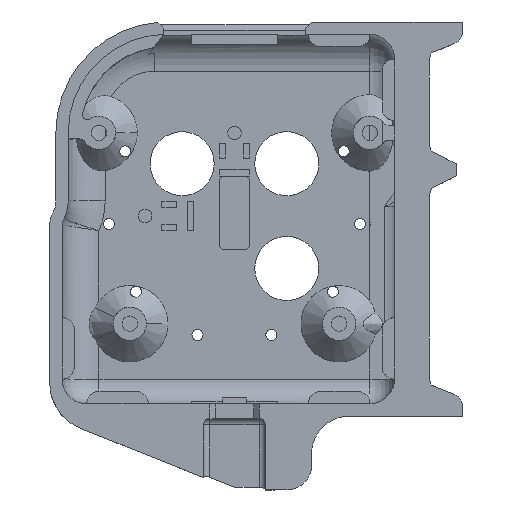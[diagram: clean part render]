
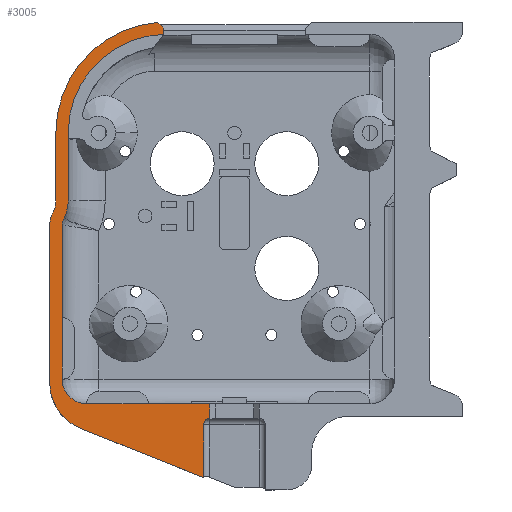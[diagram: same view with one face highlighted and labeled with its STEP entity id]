
A CAD part, top view. The second image highlights one B-rep face of the part: STEP entity #3005.
In plain terms, the highlighted planar face has unit normal (0, 0, 1).
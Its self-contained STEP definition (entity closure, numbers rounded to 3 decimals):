
#2624=CARTESIAN_POINT('',(-1.,43.,0.));
#2625=VERTEX_POINT('',#2624);
#2632=CARTESIAN_POINT('',(-1.,32.944,0.));
#2633=VERTEX_POINT('',#2632);
#2634=CARTESIAN_POINT('',(-1.,32.944,0.));
#2635=DIRECTION('',(0.,1.,0.));
#2636=VECTOR('',#2635,10.056);
#2637=LINE('',#2634,#2636);
#2638=EDGE_CURVE('',#2633,#2625,#2637,.T.);
#2765=CARTESIAN_POINT('',(22.,-2.4,0.));
#2766=VERTEX_POINT('',#2765);
#2773=CARTESIAN_POINT('',(21.,-3.4,0.));
#2774=VERTEX_POINT('',#2773);
#2775=CARTESIAN_POINT('',(22.,-3.4,0.));
#2776=DIRECTION('',(0.,0.,1.));
#2777=DIRECTION('',(1.,0.,-0.));
#2778=AXIS2_PLACEMENT_3D('',#2775,#2776,#2777);
#2779=CIRCLE('',#2778,1.);
#2780=EDGE_CURVE('',#2766,#2774,#2779,.T.);
#2808=CARTESIAN_POINT('',(0.,0.,0.));
#2809=DIRECTION('',(0.,0.,-1.));
#2810=DIRECTION('',(1.,0.,0.));
#2811=AXIS2_PLACEMENT_3D('',#2808,#2809,#2810);
#2812=PLANE('',#2811);
#2813=CARTESIAN_POINT('',(-1.,44.,0.));
#2814=VERTEX_POINT('',#2813);
#2815=CARTESIAN_POINT('',(-1.,44.,0.));
#2816=DIRECTION('',(0.,-1.,0.));
#2817=VECTOR('',#2816,1.);
#2818=LINE('',#2815,#2817);
#2819=EDGE_CURVE('',#2814,#2625,#2818,.T.);
#2820=ORIENTED_EDGE('',*,*,#2819,.F.);
#2821=CARTESIAN_POINT('',(14.494,59.992,-0.));
#2822=VERTEX_POINT('',#2821);
#2823=CARTESIAN_POINT('',(15.,44.,0.));
#2824=DIRECTION('',(0.,0.,1.));
#2825=DIRECTION('',(1.,0.,-0.));
#2826=AXIS2_PLACEMENT_3D('',#2823,#2824,#2825);
#2827=CIRCLE('',#2826,16.);
#2828=EDGE_CURVE('',#2822,#2814,#2827,.T.);
#2829=ORIENTED_EDGE('',*,*,#2828,.F.);
#2830=CARTESIAN_POINT('',(14.5,60.,-0.));
#2831=VERTEX_POINT('',#2830);
#2832=CARTESIAN_POINT('',(14.494,59.992,0.));
#2833=DIRECTION('',(0.6,0.8,0.));
#2834=VECTOR('',#2833,0.01);
#2835=LINE('',#2832,#2834);
#2836=EDGE_CURVE('',#2822,#2831,#2835,.T.);
#2837=ORIENTED_EDGE('',*,*,#2836,.T.);
#2838=CARTESIAN_POINT('',(14.5,61.,-0.));
#2839=VERTEX_POINT('',#2838);
#2840=CARTESIAN_POINT('',(14.5,60.,0.));
#2841=DIRECTION('',(0.,1.,0.));
#2842=VECTOR('',#2841,1.);
#2843=LINE('',#2840,#2842);
#2844=EDGE_CURVE('',#2831,#2839,#2843,.T.);
#2845=ORIENTED_EDGE('',*,*,#2844,.T.);
#2846=CARTESIAN_POINT('',(13.558,61.942,-0.));
#2847=VERTEX_POINT('',#2846);
#2848=CARTESIAN_POINT('',(13.558,61.942,0.));
#2849=DIRECTION('',(0.707,-0.707,0.));
#2850=VECTOR('',#2849,1.332);
#2851=LINE('',#2848,#2850);
#2852=EDGE_CURVE('',#2847,#2839,#2851,.T.);
#2853=ORIENTED_EDGE('',*,*,#2852,.F.);
#2854=CARTESIAN_POINT('',(-3.,44.,0.));
#2855=VERTEX_POINT('',#2854);
#2856=CARTESIAN_POINT('',(15.,44.,0.));
#2857=DIRECTION('',(0.,0.,1.));
#2858=DIRECTION('',(1.,0.,-0.));
#2859=AXIS2_PLACEMENT_3D('',#2856,#2857,#2858);
#2860=CIRCLE('',#2859,18.);
#2861=EDGE_CURVE('',#2847,#2855,#2860,.T.);
#2862=ORIENTED_EDGE('',*,*,#2861,.T.);
#2863=CARTESIAN_POINT('',(-3.,32.944,0.));
#2864=VERTEX_POINT('',#2863);
#2865=CARTESIAN_POINT('',(-3.,32.944,0.));
#2866=DIRECTION('',(0.,1.,0.));
#2867=VECTOR('',#2866,11.056);
#2868=LINE('',#2865,#2867);
#2869=EDGE_CURVE('',#2864,#2855,#2868,.T.);
#2870=ORIENTED_EDGE('',*,*,#2869,.F.);
#2871=CARTESIAN_POINT('',(-3.422,31.155,0.));
#2872=VERTEX_POINT('',#2871);
#2873=CARTESIAN_POINT('',(-7.,32.944,0.));
#2874=DIRECTION('',(0.,0.,1.));
#2875=DIRECTION('',(1.,0.,-0.));
#2876=AXIS2_PLACEMENT_3D('',#2873,#2874,#2875);
#2877=CIRCLE('',#2876,4.);
#2878=EDGE_CURVE('',#2872,#2864,#2877,.T.);
#2879=ORIENTED_EDGE('',*,*,#2878,.F.);
#2880=CARTESIAN_POINT('',(-3.578,30.845,0.));
#2881=VERTEX_POINT('',#2880);
#2882=CARTESIAN_POINT('',(-3.422,31.155,0.));
#2883=DIRECTION('',(-0.447,-0.894,0.));
#2884=VECTOR('',#2883,0.348);
#2885=LINE('',#2882,#2884);
#2886=EDGE_CURVE('',#2872,#2881,#2885,.T.);
#2887=ORIENTED_EDGE('',*,*,#2886,.T.);
#2888=CARTESIAN_POINT('',(-4.,29.056,0.));
#2889=VERTEX_POINT('',#2888);
#2890=CARTESIAN_POINT('',(0.,29.056,0.));
#2891=DIRECTION('',(-0.,-0.,-1.));
#2892=DIRECTION('',(1.,0.,-0.));
#2893=AXIS2_PLACEMENT_3D('',#2890,#2891,#2892);
#2894=CIRCLE('',#2893,4.);
#2895=EDGE_CURVE('',#2889,#2881,#2894,.T.);
#2896=ORIENTED_EDGE('',*,*,#2895,.F.);
#2897=CARTESIAN_POINT('',(-4.,3.416,0.));
#2898=VERTEX_POINT('',#2897);
#2899=CARTESIAN_POINT('',(-4.,29.056,0.));
#2900=DIRECTION('',(0.,-1.,0.));
#2901=VECTOR('',#2900,25.639);
#2902=LINE('',#2899,#2901);
#2903=EDGE_CURVE('',#2889,#2898,#2902,.T.);
#2904=ORIENTED_EDGE('',*,*,#2903,.T.);
#2905=CARTESIAN_POINT('',(1.029,-4.012,0.));
#2906=VERTEX_POINT('',#2905);
#2907=CARTESIAN_POINT('',(4.,3.416,0.));
#2908=DIRECTION('',(-0.,-0.,-1.));
#2909=DIRECTION('',(1.,0.,-0.));
#2910=AXIS2_PLACEMENT_3D('',#2907,#2908,#2909);
#2911=CIRCLE('',#2910,8.);
#2912=EDGE_CURVE('',#2906,#2898,#2911,.T.);
#2913=ORIENTED_EDGE('',*,*,#2912,.F.);
#2914=CARTESIAN_POINT('',(21.,-12.,0.));
#2915=VERTEX_POINT('',#2914);
#2916=CARTESIAN_POINT('',(21.,-12.,0.));
#2917=DIRECTION('',(-0.928,0.371,0.));
#2918=VECTOR('',#2917,21.51);
#2919=LINE('',#2916,#2918);
#2920=EDGE_CURVE('',#2915,#2906,#2919,.T.);
#2921=ORIENTED_EDGE('',*,*,#2920,.F.);
#2922=CARTESIAN_POINT('',(21.,-3.4,0.));
#2923=DIRECTION('',(0.,-1.,0.));
#2924=VECTOR('',#2923,8.6);
#2925=LINE('',#2922,#2924);
#2926=EDGE_CURVE('',#2774,#2915,#2925,.T.);
#2927=ORIENTED_EDGE('',*,*,#2926,.F.);
#2928=ORIENTED_EDGE('',*,*,#2780,.F.);
#2929=CARTESIAN_POINT('',(22.,0.,-0.));
#2930=VERTEX_POINT('',#2929);
#2931=CARTESIAN_POINT('',(22.,0.,0.));
#2932=DIRECTION('',(0.,-1.,0.));
#2933=VECTOR('',#2932,2.4);
#2934=LINE('',#2931,#2933);
#2935=EDGE_CURVE('',#2930,#2766,#2934,.T.);
#2936=ORIENTED_EDGE('',*,*,#2935,.F.);
#2937=CARTESIAN_POINT('',(12.,0.,-0.));
#2938=VERTEX_POINT('',#2937);
#2939=CARTESIAN_POINT('',(12.,0.,0.));
#2940=DIRECTION('',(1.,0.,-0.));
#2941=VECTOR('',#2940,10.);
#2942=LINE('',#2939,#2941);
#2943=EDGE_CURVE('',#2938,#2930,#2942,.T.);
#2944=ORIENTED_EDGE('',*,*,#2943,.F.);
#2945=CARTESIAN_POINT('',(2.,0.,-0.));
#2946=VERTEX_POINT('',#2945);
#2947=CARTESIAN_POINT('',(2.,0.,0.));
#2948=DIRECTION('',(1.,0.,-0.));
#2949=VECTOR('',#2948,10.);
#2950=LINE('',#2947,#2949);
#2951=EDGE_CURVE('',#2946,#2938,#2950,.T.);
#2952=ORIENTED_EDGE('',*,*,#2951,.F.);
#2953=CARTESIAN_POINT('',(-2.,4.,0.));
#2954=VERTEX_POINT('',#2953);
#2955=CARTESIAN_POINT('',(2.,4.,0.));
#2956=DIRECTION('',(0.,0.,1.));
#2957=DIRECTION('',(1.,0.,-0.));
#2958=AXIS2_PLACEMENT_3D('',#2955,#2956,#2957);
#2959=CIRCLE('',#2958,4.);
#2960=EDGE_CURVE('',#2954,#2946,#2959,.T.);
#2961=ORIENTED_EDGE('',*,*,#2960,.F.);
#2962=CARTESIAN_POINT('',(-2.,14.,0.));
#2963=VERTEX_POINT('',#2962);
#2964=CARTESIAN_POINT('',(-2.,4.,0.));
#2965=DIRECTION('',(0.,1.,0.));
#2966=VECTOR('',#2965,10.);
#2967=LINE('',#2964,#2966);
#2968=EDGE_CURVE('',#2954,#2963,#2967,.T.);
#2969=ORIENTED_EDGE('',*,*,#2968,.T.);
#2970=CARTESIAN_POINT('',(-2.,29.056,0.));
#2971=VERTEX_POINT('',#2970);
#2972=CARTESIAN_POINT('',(-2.,29.056,0.));
#2973=DIRECTION('',(0.,-1.,0.));
#2974=VECTOR('',#2973,15.056);
#2975=LINE('',#2972,#2974);
#2976=EDGE_CURVE('',#2971,#2963,#2975,.T.);
#2977=ORIENTED_EDGE('',*,*,#2976,.F.);
#2978=CARTESIAN_POINT('',(-1.789,29.95,0.));
#2979=VERTEX_POINT('',#2978);
#2980=CARTESIAN_POINT('',(0.,29.056,0.));
#2981=DIRECTION('',(-0.,-0.,-1.));
#2982=DIRECTION('',(1.,0.,-0.));
#2983=AXIS2_PLACEMENT_3D('',#2980,#2981,#2982);
#2984=CIRCLE('',#2983,2.);
#2985=EDGE_CURVE('',#2971,#2979,#2984,.T.);
#2986=ORIENTED_EDGE('',*,*,#2985,.T.);
#2987=CARTESIAN_POINT('',(-1.633,30.261,0.));
#2988=VERTEX_POINT('',#2987);
#2989=CARTESIAN_POINT('',(-1.633,30.261,0.));
#2990=DIRECTION('',(-0.447,-0.894,0.));
#2991=VECTOR('',#2990,0.348);
#2992=LINE('',#2989,#2991);
#2993=EDGE_CURVE('',#2988,#2979,#2992,.T.);
#2994=ORIENTED_EDGE('',*,*,#2993,.F.);
#2995=CARTESIAN_POINT('',(-7.,32.944,0.));
#2996=DIRECTION('',(0.,0.,1.));
#2997=DIRECTION('',(1.,0.,-0.));
#2998=AXIS2_PLACEMENT_3D('',#2995,#2996,#2997);
#2999=CIRCLE('',#2998,6.);
#3000=EDGE_CURVE('',#2988,#2633,#2999,.T.);
#3001=ORIENTED_EDGE('',*,*,#3000,.T.);
#3002=ORIENTED_EDGE('',*,*,#2638,.T.);
#3003=EDGE_LOOP('',(#2820,#2829,#2837,#2845,#2853,#2862,#2870,#2879,#2887,#2896,#2904,#2913,#2921,#2927,#2928,#2936,#2944,#2952,#2961,#2969,#2977,#2986,#2994,#3001,#3002));
#3004=FACE_BOUND('',#3003,.T.);
#3005=ADVANCED_FACE('',(#3004),#2812,.F.);
